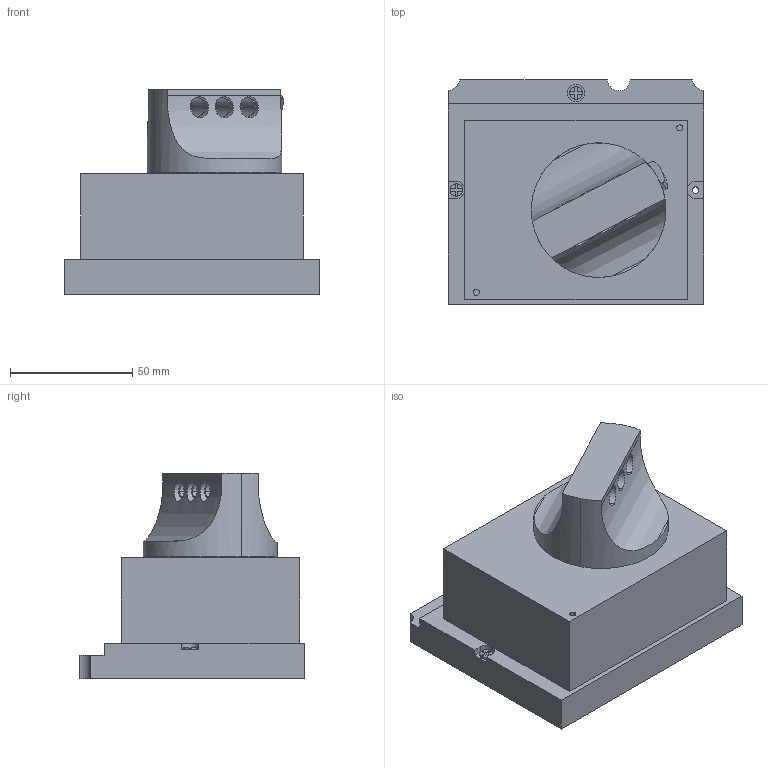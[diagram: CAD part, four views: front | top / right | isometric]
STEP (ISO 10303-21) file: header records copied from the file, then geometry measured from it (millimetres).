
FILE_DESCRIPTION((''),'2;1');
FILE_NAME('SB100026_3D_COLOUR_ASM','2013-07-03T',('SESA231906'),('Schneider-Electric'),'PRO/ENGINEER BY PARAMETRIC TECHNOLOGY CORPORATION, 2011410','PRO/ENGINEER BY PARAMETRIC TECHNOLOGY CORPORATION, 2011410','');
FILE_SCHEMA(('CONFIG_CONTROL_DESIGN'));
Length unit declared in the file: millimetre
Products named in the file (4): COQUE_ELECTRICAL_1_3; INTERRUPTEUR_ASM_60_1_2; BOUTON_SB26_1_2; SB100026_3D_COLOUR_ASM
Assembly tree (3 placements, depth 2):
  SB100026_3D_COLOUR_ASM
    COQUE_ELECTRICAL_1_3
    INTERRUPTEUR_ASM_60_1_2
    BOUTON_SB26_1_2
Bounding box: 104.5 x 92 x 84 mm (x, y, z)
Volume: 397683.1 mm3; surface area: 53789.5 mm2
Topology: 3 solids, 3 shells, 134 faces, 378 edges, 251 vertices
Faces by surface type: plane 77, cylinder 55, extrusion 2
Entity records: 5618 total; most frequent: CARTESIAN_POINT 2041, ORIENTED_EDGE 756, DIRECTION 691, EDGE_CURVE 378, VERTEX_POINT 251, AXIS2_PLACEMENT_3D 244, VECTOR 203, LINE 201
